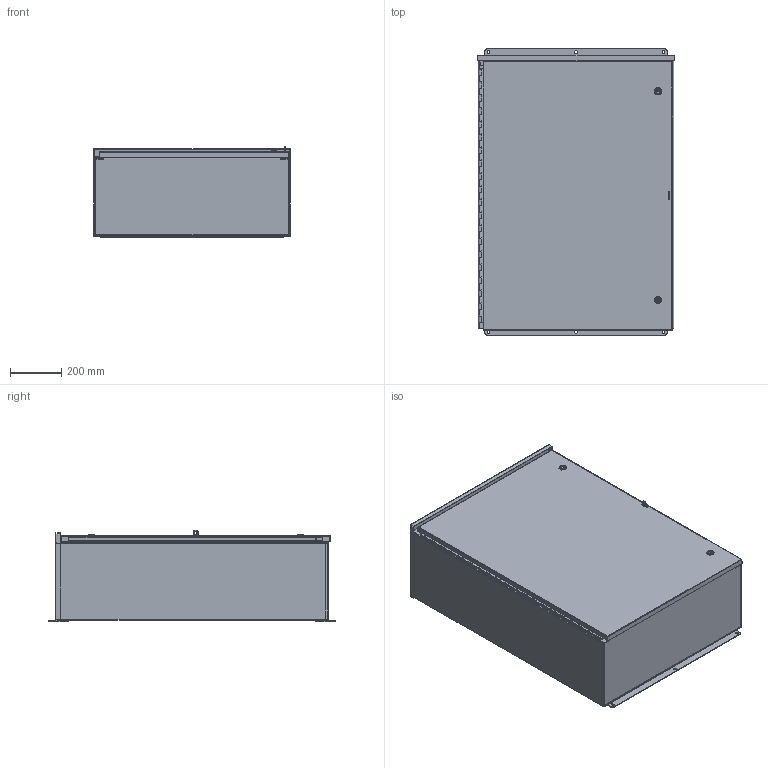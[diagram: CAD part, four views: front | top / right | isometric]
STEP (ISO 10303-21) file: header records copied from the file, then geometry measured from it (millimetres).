
FILE_DESCRIPTION(/* description */ ('RHC, BLR, MEDIUM, CS, 42X30X12'),/* implementation_level */ '2;1');
FILE_NAME(/* name */ 'RHC423012.stp',/* time_stamp */ '2017-02-20T19:52:15+05:00',/* author */ ('bjayachandran'),/* organization */ (''),/* preprocessor_version */ 'ST-DEVELOPER v16.1',/* originating_system */ 'Autodesk Inventor 2016',/* authorisation */ '');
FILE_SCHEMA (('AUTOMOTIVE_DESIGN { 1 0 10303 214 3 1 1 }'));
Length unit declared in the file: inch
Products named in the file (25): RHC423012BLR; RHC30TOP; RHC3012BTM; RHC4230LID; RHC3012CAP; 328108T; 328108L; 328108P-1; 328108; 34887; 3889; HFW384001; HFW369107; 1000-101-GPF_GPD; 1000-02; 1000-u45_asm; 1000-318; 1000-03; 1000-277-01; 1000-u142_asm; 1000-23; 1000-14_prt; HFW351146; HFW351146_1; RHC-assm
Assembly tree (34 placements, depth 4):
  RHC-assm
    RHC423012BLR
    RHC30TOP
    RHC3012BTM
    RHC4230LID
    RHC3012CAP
    328108
      328108T
      328108L
      328108P-1
    34887  x2
    3889  x6
    HFW384001
    HFW369107
    HFW351146
      1000-u45_asm
        1000-101-GPF_GPD
        1000-02
      1000-u142_asm
        1000-318
        1000-03
        1000-277-01
      1000-23
      1000-14_prt
    HFW351146_1
      1000-u45_asm
        1000-101-GPF_GPD
        1000-02
      1000-u142_asm
        1000-318
        1000-03
        1000-277-01
      1000-23
      1000-14_prt
Bounding box: 767.35 x 1117.6 x 355.9 mm (x, y, z)
Volume: 6187181.5 mm3; surface area: 6489988.7 mm2
Topology: 32 solids, 32 shells, 1540 faces, 3842 edges, 2412 vertices
Faces by surface type: plane 891, cylinder 497, bspline 75, torus 35, cone 33, sphere 9
Full cylindrical faces by diameter (mm): 2.921 x2, 3.048 x13, 3.175 x1, 4.762 x1, 5 x2, 5.029 x1, 5.105 x1, 6 x2, 8.382 x12, 9.9 x2, 10 x2, 10.2 x2, 11.05 x2, 11.112 x1, 12.8 x2, 13.5 x2, 15.2 x2, 15.8 x2, 15.875 x6, 16.1 x2, 19.8 x2, 23 x2, 27 x2, 28 x2
Entity records: 36746 total; most frequent: CARTESIAN_POINT 9036, DIRECTION 5484, ORIENTED_EDGE 5380, EDGE_CURVE 2690, LINE 1838, VECTOR 1838, AXIS2_PLACEMENT_3D 1823, VERTEX_POINT 1718
